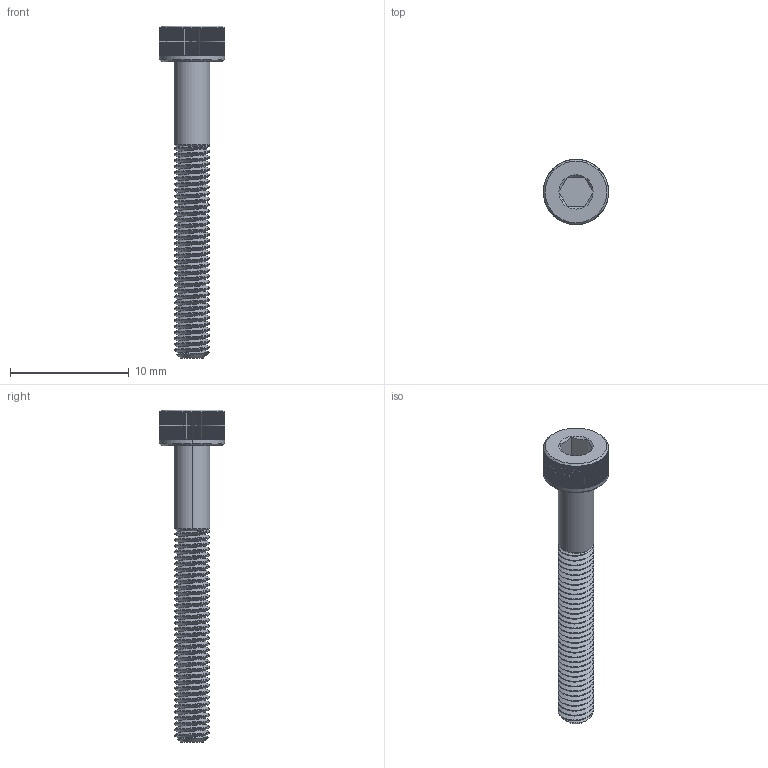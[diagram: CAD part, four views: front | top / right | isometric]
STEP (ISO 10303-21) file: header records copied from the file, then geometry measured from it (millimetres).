
FILE_DESCRIPTION(/* description */ (''),/* implementation_level */ '2;1');
FILE_NAME(/* name */ 'parafuso - externo - 91290A125_Black-Oxide Alloy Steel Socket Head Screw.step',/* time_stamp */ '2022-12-21T19:36:07-03:00',/* author */ (''),/* organization */ (''),/* preprocessor_version */ 'ST-DEVELOPER v19.2',/* originating_system */ 'Autodesk Translation Framework v11.17.0.187',/* authorisation */ '');
FILE_SCHEMA (('AUTOMOTIVE_DESIGN { 1 0 10303 214 3 1 1 }'));
Length unit declared in the file: millimetre
Products named in the file (1): 91290A125_Black-Oxide Alloy Steel Socket Head Screw
Bounding box: 5.5 x 5.5 x 28 mm (x, y, z)
Volume: 207.7 mm3; surface area: 516.8 mm2
Topology: 1 solids, 1 shells, 804 faces, 1863 edges, 1236 vertices
Faces by surface type: plane 710, cylinder 74, cone 17, bspline 3
Entity records: 27029 total; most frequent: CARTESIAN_POINT 8705, ORIENTED_EDGE 3726, DIRECTION 3679, EDGE_CURVE 1863, LINE 1323, VECTOR 1323, VERTEX_POINT 1236, AXIS2_PLACEMENT_3D 1178
